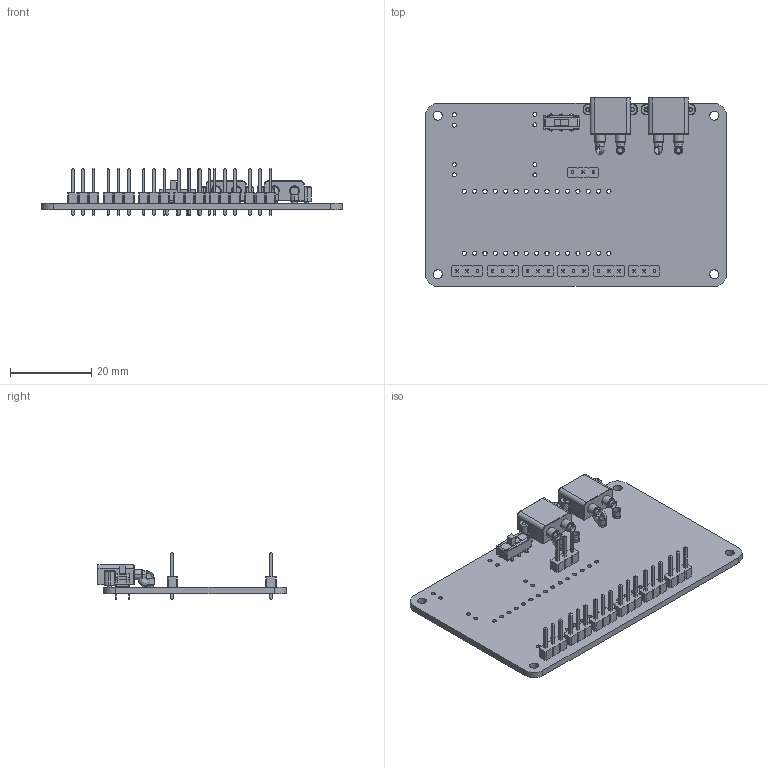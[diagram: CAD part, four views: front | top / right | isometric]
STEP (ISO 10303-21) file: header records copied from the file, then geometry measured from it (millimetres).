
FILE_DESCRIPTION(('KiCad electronic assembly'),'2;1');
FILE_NAME('power distribution.step','2024-04-26T16:22:58',('Pcbnew'),( 'Kicad'),'Open CASCADE STEP processor 7.7','KiCad to STEP converter' ,'Unknown');
FILE_SCHEMA(('AUTOMOTIVE_DESIGN { 1 0 10303 214 1 1 1 1 }'));
Length unit declared in the file: millimetre
Products named in the file (8): power distribution 1; PinHeader_1x03_P2.54mm_Vertical; PinHeader_1x03_P254mm_Vertical; XT30PW-M; SW_CK_JS202011CQN_DPDT_Straight; CuK_JS202011CQN_DPDT_straight; power distribution_PCB
Assembly tree (14 placements, depth 3):
  power distribution 1
    PinHeader_1x03_P2.54mm_Vertical  x7
      PinHeader_1x03_P254mm_Vertical
    XT30PW-M  x2
      XT30PW-M
    SW_CK_JS202011CQN_DPDT_Straight
      CuK_JS202011CQN_DPDT_straight
    power distribution_PCB
Bounding box: 74 x 46.45 x 11.54 mm (x, y, z)
Volume: 6313.7 mm3; surface area: 10327.1 mm2
Topology: 23 solids, 23 shells, 1335 faces, 3247 edges, 2012 vertices
Faces by surface type: plane 868, cylinder 311, torus 64, cone 52, bspline 36, revolution 4
Full cylindrical faces by diameter (mm): 0.9 x6, 1 x33, 1.02 x30, 1.9 x4, 2.2 x4
Entity records: 21309 total; most frequent: CARTESIAN_POINT 3628, DIRECTION 3185, ORIENTED_EDGE 3074, EDGE_CURVE 1537, AXIS2_PLACEMENT_3D 1081, LINE 1021, VECTOR 1021, VERTEX_POINT 964
